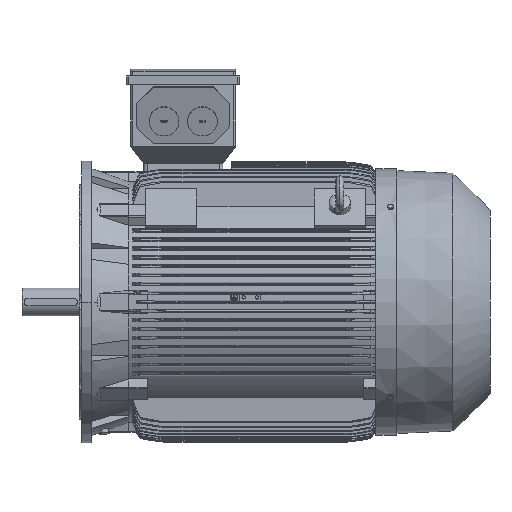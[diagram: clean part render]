
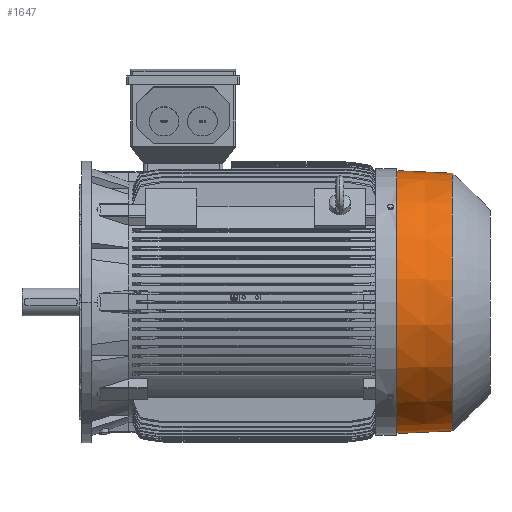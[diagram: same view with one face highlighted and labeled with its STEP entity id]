
A CAD part, front view. The second image highlights one B-rep face of the part: STEP entity #1647.
In plain terms, the highlighted conical face has half-angle 2.643 degrees and reference radius 305 mm.
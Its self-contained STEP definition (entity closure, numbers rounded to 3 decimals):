
#1647=ADVANCED_FACE('',(#4746),#4747,.T.);
#4746=FACE_OUTER_BOUND('',#9385,.T.);
#4747=CONICAL_SURFACE('',#9386,305.,0.046);
#9385=EDGE_LOOP('',(#14307,#14308,#14309,#14310));
#9386=AXIS2_PLACEMENT_3D('',#14311,#14312,#14313);
#14307=ORIENTED_EDGE('',*,*,#28556,.F.);
#14308=ORIENTED_EDGE('',*,*,#28557,.T.);
#14309=ORIENTED_EDGE('',*,*,#28558,.F.);
#14310=ORIENTED_EDGE('',*,*,#28559,.F.);
#14311=CARTESIAN_POINT('',(694.,0.0,0.0));
#14312=DIRECTION('',(-1.0,-0.0,0.0));
#14313=DIRECTION('',(0.0,0.0,1.0));
#28556=EDGE_CURVE('',#34499,#34500,#34501,.T.);
#28557=EDGE_CURVE('',#34499,#34502,#34503,.T.);
#28558=EDGE_CURVE('',#34504,#34502,#34505,.T.);
#28559=EDGE_CURVE('',#34500,#34504,#34506,.T.);
#34499=VERTEX_POINT('',#43903);
#34500=VERTEX_POINT('',#43904);
#34501=LINE('',#43905,#43906);
#34502=VERTEX_POINT('',#43907);
#34503=CIRCLE('',#43908,308.0);
#34504=VERTEX_POINT('',#43909);
#34505=LINE('',#43910,#43911);
#34506=CIRCLE('',#43912,302.);
#43903=CARTESIAN_POINT('',(629.0,0.0,308.0));
#43904=CARTESIAN_POINT('',(759.,0.0,302.));
#43905=CARTESIAN_POINT('',(694.,0.,305.));
#43906=VECTOR('',#68085,1.0);
#43907=CARTESIAN_POINT('',(629.0,0.,-308.0));
#43908=AXIS2_PLACEMENT_3D('',#68086,#68087,#68088);
#43909=CARTESIAN_POINT('',(759.,0.,-302.));
#43910=CARTESIAN_POINT('',(694.,0.,-305.));
#43911=VECTOR('',#68089,1.0);
#43912=AXIS2_PLACEMENT_3D('',#68090,#68091,#68092);
#68085=DIRECTION('',(0.999,0.,-0.046));
#68086=CARTESIAN_POINT('',(629.0,0.0,0.0));
#68087=DIRECTION('',(1.0,0.0,-0.0));
#68088=DIRECTION('',(0.0,0.0,1.0));
#68089=DIRECTION('',(-0.999,0.,-0.046));
#68090=CARTESIAN_POINT('',(759.,0.0,0.0));
#68091=DIRECTION('',(1.0,0.0,-0.0));
#68092=DIRECTION('',(0.0,0.0,1.0));
